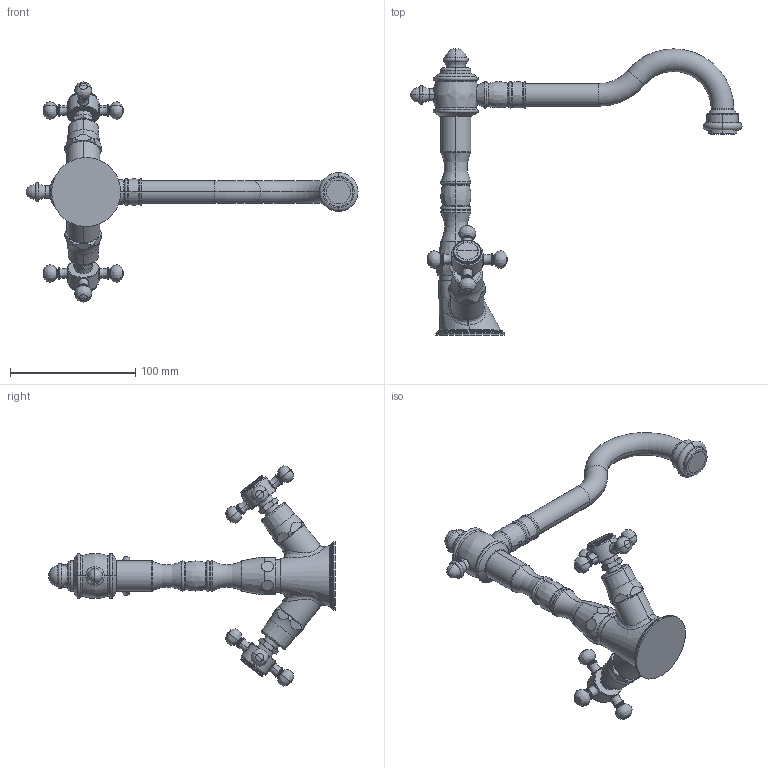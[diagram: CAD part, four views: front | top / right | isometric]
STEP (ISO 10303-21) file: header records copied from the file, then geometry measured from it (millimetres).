
FILE_DESCRIPTION((''),'2;1');
FILE_NAME('FBLV180CR','2021-04-14T11:25:43',('ut3'),('PAFFONI SpA'),'CREO PARAMETRIC BY PTC INC, 2020044','CREO PARAMETRIC BY PTC INC, 2020044','');
FILE_SCHEMA(('CONFIG_CONTROL_DESIGN','SHAPE_APPEARANCE_LAYERS_GROUPS'));
Length unit declared in the file: millimetre
Products named in the file (1): FBLV180CR
Bounding box: 264.73 x 228.8 x 175.44 mm (x, y, z)
Volume: 299300.7 mm3; surface area: 58306.5 mm2
Topology: 1 solids, 1 shells, 1037 faces, 2745 edges, 1724 vertices
Faces by surface type: plane 467, cylinder 292, torus 152, cone 64, bspline 38, sphere 22, revolution 2
Entity records: 47561 total; most frequent: CARTESIAN_POINT 14071, ORIENTED_EDGE 5442, DIRECTION 5192, EDGE_CURVE 2721, AXIS2_PLACEMENT_3D 2030, VERTEX_POINT 1724, FILL_AREA_STYLE_COLOUR 1236, FILL_AREA_STYLE 1236
